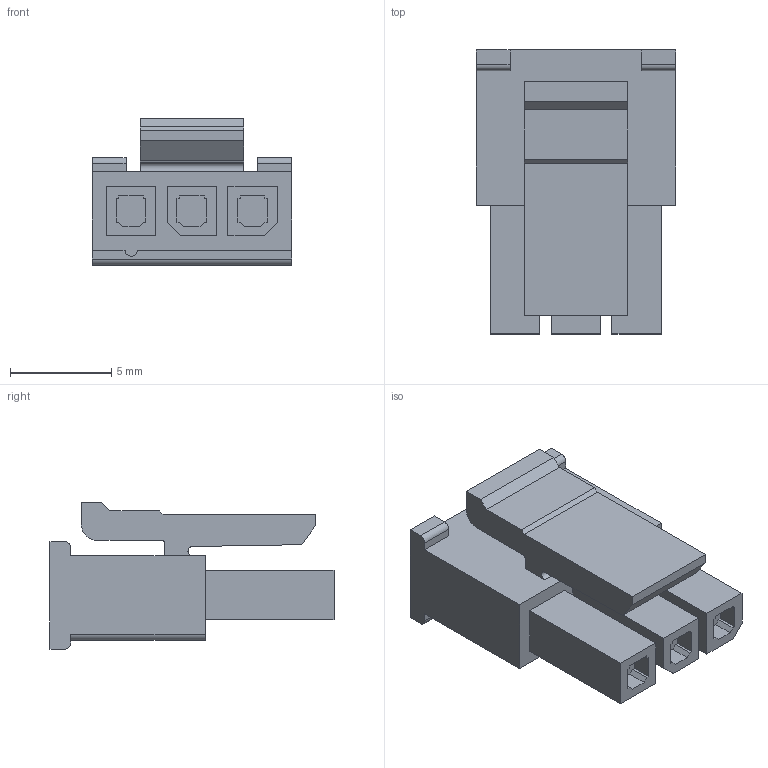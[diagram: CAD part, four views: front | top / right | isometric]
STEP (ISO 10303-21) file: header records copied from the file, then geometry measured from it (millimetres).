
FILE_DESCRIPTION((''),'2;1');
FILE_NAME('436450300','2017-12-21T',('ghp'),(''),'PRO/ENGINEER BY PARAMETRIC TECHNOLOGY CORPORATION, 2012310','PRO/ENGINEER BY PARAMETRIC TECHNOLOGY CORPORATION, 2012310','');
FILE_SCHEMA(('CONFIG_CONTROL_DESIGN'));
Length unit declared in the file: millimetre
Products named in the file (1): 436450300
Bounding box: 9.85 x 14 x 7.21 mm (x, y, z)
Volume: 497.9 mm3; surface area: 669.6 mm2
Topology: 1 solids, 1 shells, 91 faces, 246 edges, 164 vertices
Faces by surface type: plane 84, cylinder 7
Entity records: 2856 total; most frequent: CARTESIAN_POINT 502, ORIENTED_EDGE 492, DIRECTION 444, EDGE_CURVE 246, VECTOR 232, LINE 232, VERTEX_POINT 164, AXIS2_PLACEMENT_3D 106
